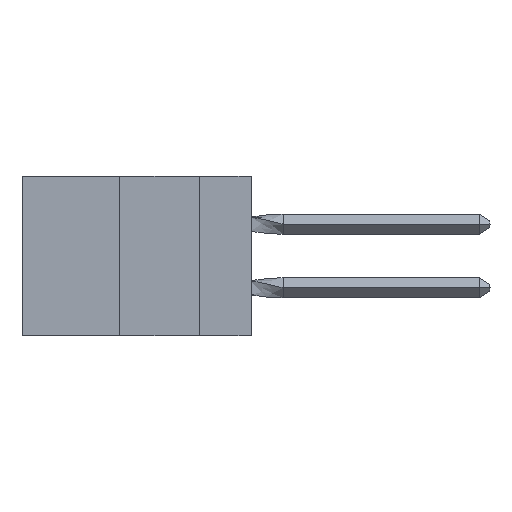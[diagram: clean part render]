
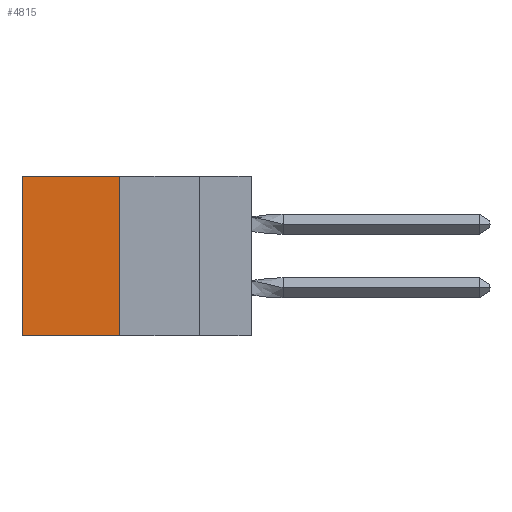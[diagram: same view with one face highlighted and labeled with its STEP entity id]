
A CAD part, left-side view. The second image highlights one B-rep face of the part: STEP entity #4815.
In plain terms, the highlighted planar face has unit normal (-1, 0, 0).
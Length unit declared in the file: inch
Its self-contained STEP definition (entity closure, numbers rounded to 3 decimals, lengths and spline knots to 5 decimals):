
#14 = DIRECTION ( 'NONE',  ( 0., 0., -1. ) ) ;
#1044 = AXIS2_PLACEMENT_3D ( 'NONE', #6186, #15854, #7576 ) ;
#1179 = LINE ( 'NONE', #1768, #11323 ) ;
#1370 = EDGE_CURVE ( 'NONE', #11857, #5966, #1179, .T. ) ;
#1768 = CARTESIAN_POINT ( 'NONE',  ( 0.305, 0.72, -0.5 ) ) ;
#2585 = VECTOR ( 'NONE', #14, 39.37008 ) ;
#3437 = VERTEX_POINT ( 'NONE', #13565 ) ;
#3468 = ORIENTED_EDGE ( 'NONE', *, *, #6191, .F. ) ;
#4525 = LINE ( 'NONE', #17747, #2585 ) ;
#4815 = ADVANCED_FACE ( 'NONE', ( #14715 ), #14459, .F. ) ;
#5133 = CARTESIAN_POINT ( 'NONE',  ( 0.305, 0.413, 0. ) ) ;
#5245 = LINE ( 'NONE', #6447, #11687 ) ;
#5539 = EDGE_CURVE ( 'NONE', #16606, #11857, #17546, .T. ) ;
#5624 = DIRECTION ( 'NONE',  ( 0., 1., 0. ) ) ;
#5966 = VERTEX_POINT ( 'NONE', #6295 ) ;
#6186 = CARTESIAN_POINT ( 'NONE',  ( 0.305, 0.413, -0.5 ) ) ;
#6191 = EDGE_CURVE ( 'NONE', #16606, #3437, #4525, .T. ) ;
#6295 = CARTESIAN_POINT ( 'NONE',  ( 0.305, 0.72, -0.5 ) ) ;
#6447 = CARTESIAN_POINT ( 'NONE',  ( 0.305, 0.413, -0.5 ) ) ;
#7576 = DIRECTION ( 'NONE',  ( 0., 0., -1. ) ) ;
#11323 = VECTOR ( 'NONE', #11650, 39.37008 ) ;
#11330 = ORIENTED_EDGE ( 'NONE', *, *, #15134, .F. ) ;
#11650 = DIRECTION ( 'NONE',  ( 0., 0., -1. ) ) ;
#11687 = VECTOR ( 'NONE', #12038, 39.37008 ) ;
#11857 = VERTEX_POINT ( 'NONE', #17896 ) ;
#12038 = DIRECTION ( 'NONE',  ( 0., 1., 0. ) ) ;
#12753 = ORIENTED_EDGE ( 'NONE', *, *, #1370, .T. ) ;
#13565 = CARTESIAN_POINT ( 'NONE',  ( 0.305, 0.413, -0.5 ) ) ;
#13855 = VECTOR ( 'NONE', #5624, 39.37008 ) ;
#13891 = CARTESIAN_POINT ( 'NONE',  ( 0.305, 0.413, 0. ) ) ;
#14459 = PLANE ( 'NONE',  #1044 ) ;
#14715 = FACE_OUTER_BOUND ( 'NONE', #15370, .T. ) ;
#15134 = EDGE_CURVE ( 'NONE', #3437, #5966, #5245, .T. ) ;
#15370 = EDGE_LOOP ( 'NONE', ( #12753, #11330, #3468, #17603 ) ) ;
#15854 = DIRECTION ( 'NONE',  ( 1., 0., 0. ) ) ;
#16606 = VERTEX_POINT ( 'NONE', #5133 ) ;
#17546 = LINE ( 'NONE', #13891, #13855 ) ;
#17603 = ORIENTED_EDGE ( 'NONE', *, *, #5539, .T. ) ;
#17747 = CARTESIAN_POINT ( 'NONE',  ( 0.305, 0.413, -0.5 ) ) ;
#17896 = CARTESIAN_POINT ( 'NONE',  ( 0.305, 0.72, 0. ) ) ;
